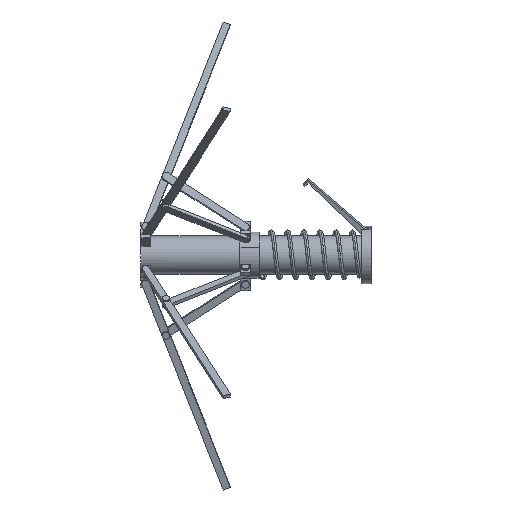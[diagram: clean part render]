
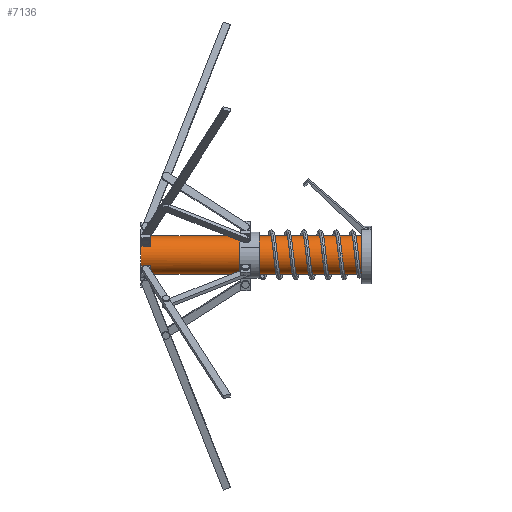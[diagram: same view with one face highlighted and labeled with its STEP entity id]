
A CAD part, left-side view. The second image highlights one B-rep face of the part: STEP entity #7136.
In plain terms, the highlighted cylindrical face has radius 10 mm (diameter 20 mm), a partial arc.
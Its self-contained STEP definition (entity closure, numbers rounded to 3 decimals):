
#129 = ORIENTED_EDGE ( 'NONE', *, *, #2274, .F. ) ;
#147 = AXIS2_PLACEMENT_3D ( 'NONE', #5284, #3935, #7538 ) ;
#179 = CARTESIAN_POINT ( 'NONE',  ( -7.786, 0., 6.275 ) ) ;
#217 = ORIENTED_EDGE ( 'NONE', *, *, #7242, .F. ) ;
#223 = LINE ( 'NONE', #7354, #4361 ) ;
#408 = CARTESIAN_POINT ( 'NONE',  ( 0., 0., 0. ) ) ;
#475 = ORIENTED_EDGE ( 'NONE', *, *, #8617, .F. ) ;
#479 = DIRECTION ( 'NONE',  ( 0., -1., 0. ) ) ;
#571 = EDGE_CURVE ( 'NONE', #4582, #3295, #1997, .T. ) ;
#579 = CARTESIAN_POINT ( 'NONE',  ( -8.88, -120., 4.598 ) ) ;
#585 = DIRECTION ( 'NONE',  ( 0., 1., 0. ) ) ;
#605 = VERTEX_POINT ( 'NONE', #8553 ) ;
#617 = EDGE_CURVE ( 'NONE', #1054, #3580, #3446, .T. ) ;
#711 = FACE_OUTER_BOUND ( 'NONE', #7646, .T. ) ;
#750 = CARTESIAN_POINT ( 'NONE',  ( -8.88, 0., 4.598 ) ) ;
#778 = AXIS2_PLACEMENT_3D ( 'NONE', #8843, #3867, #8808 ) ;
#785 = DIRECTION ( 'NONE',  ( 0., 1., 0. ) ) ;
#894 = VECTOR ( 'NONE', #479, 1000. ) ;
#951 = VERTEX_POINT ( 'NONE', #179 ) ;
#963 = CARTESIAN_POINT ( 'NONE',  ( 0., -115., 0. ) ) ;
#966 = LINE ( 'NONE', #8970, #7344 ) ;
#1023 = DIRECTION ( 'NONE',  ( 0., 0., -1. ) ) ;
#1054 = VERTEX_POINT ( 'NONE', #4651 ) ;
#1061 = CARTESIAN_POINT ( 'NONE',  ( -8.88, -5., 4.598 ) ) ;
#1147 = CIRCLE ( 'NONE', #3209, 10. ) ;
#1200 = LINE ( 'NONE', #8046, #3875 ) ;
#1260 = CARTESIAN_POINT ( 'NONE',  ( 0., 0., 10. ) ) ;
#1374 = ORIENTED_EDGE ( 'NONE', *, *, #8076, .F. ) ;
#1574 = ORIENTED_EDGE ( 'NONE', *, *, #4821, .F. ) ;
#1594 = LINE ( 'NONE', #579, #5821 ) ;
#1711 = CARTESIAN_POINT ( 'NONE',  ( -8.374, -5., -5.466 ) ) ;
#1730 = VERTEX_POINT ( 'NONE', #1061 ) ;
#1819 = CYLINDRICAL_SURFACE ( 'NONE', #2730, 10. ) ;
#1997 = CIRCLE ( 'NONE', #3829, 10. ) ;
#2134 = CARTESIAN_POINT ( 'NONE',  ( -7.117, -5., -7.025 ) ) ;
#2274 = EDGE_CURVE ( 'NONE', #605, #2343, #4874, .T. ) ;
#2282 = DIRECTION ( 'NONE',  ( 0., 1., 0. ) ) ;
#2343 = VERTEX_POINT ( 'NONE', #3214 ) ;
#2531 = DIRECTION ( 'NONE',  ( 0., -1., 0. ) ) ;
#2606 = ORIENTED_EDGE ( 'NONE', *, *, #7456, .F. ) ;
#2691 = LINE ( 'NONE', #7122, #4792 ) ;
#2730 = AXIS2_PLACEMENT_3D ( 'NONE', #4724, #5482, #4158 ) ;
#2921 = CARTESIAN_POINT ( 'NONE',  ( 0., -115., -10. ) ) ;
#3209 = AXIS2_PLACEMENT_3D ( 'NONE', #8378, #4217, #5579 ) ;
#3214 = CARTESIAN_POINT ( 'NONE',  ( -7.117, 0., -7.025 ) ) ;
#3236 = LINE ( 'NONE', #4027, #894 ) ;
#3295 = VERTEX_POINT ( 'NONE', #8508 ) ;
#3326 = ORIENTED_EDGE ( 'NONE', *, *, #9264, .F. ) ;
#3374 = VERTEX_POINT ( 'NONE', #6614 ) ;
#3446 = CIRCLE ( 'NONE', #5241, 10. ) ;
#3572 = AXIS2_PLACEMENT_3D ( 'NONE', #7050, #8481, #9207 ) ;
#3580 = VERTEX_POINT ( 'NONE', #750 ) ;
#3703 = DIRECTION ( 'NONE',  ( 0., 1., 0. ) ) ;
#3732 = ORIENTED_EDGE ( 'NONE', *, *, #8904, .T. ) ;
#3744 = CIRCLE ( 'NONE', #3572, 10. ) ;
#3745 = AXIS2_PLACEMENT_3D ( 'NONE', #963, #4533, #1023 ) ;
#3829 = AXIS2_PLACEMENT_3D ( 'NONE', #7804, #9214, #4896 ) ;
#3860 = DIRECTION ( 'NONE',  ( 0., 0., 1. ) ) ;
#3867 = DIRECTION ( 'NONE',  ( 0., -1., 0. ) ) ;
#3869 = CARTESIAN_POINT ( 'NONE',  ( -7.786, -5., 6.275 ) ) ;
#3875 = VECTOR ( 'NONE', #3703, 1000. ) ;
#3935 = DIRECTION ( 'NONE',  ( 0., 1., 0. ) ) ;
#4027 = CARTESIAN_POINT ( 'NONE',  ( -2.167, -115., 9.762 ) ) ;
#4125 = VERTEX_POINT ( 'NONE', #1260 ) ;
#4134 = VERTEX_POINT ( 'NONE', #5538 ) ;
#4148 = CIRCLE ( 'NONE', #778, 10. ) ;
#4158 = DIRECTION ( 'NONE',  ( 0., 0., 1. ) ) ;
#4217 = DIRECTION ( 'NONE',  ( 0., -1., 0. ) ) ;
#4361 = VECTOR ( 'NONE', #5865, 1000. ) ;
#4383 = EDGE_CURVE ( 'NONE', #3374, #4125, #1200, .T. ) ;
#4533 = DIRECTION ( 'NONE',  ( 0., -1., 0. ) ) ;
#4582 = VERTEX_POINT ( 'NONE', #6694 ) ;
#4651 = CARTESIAN_POINT ( 'NONE',  ( -8.374, 0., -5.466 ) ) ;
#4652 = DIRECTION ( 'NONE',  ( 0., 1., 0. ) ) ;
#4724 = CARTESIAN_POINT ( 'NONE',  ( 0., -120., 0. ) ) ;
#4792 = VECTOR ( 'NONE', #785, 1000. ) ;
#4821 = EDGE_CURVE ( 'NONE', #2343, #7396, #966, .T. ) ;
#4874 = CIRCLE ( 'NONE', #147, 10. ) ;
#4878 = DIRECTION ( 'NONE',  ( 0., -1., 0. ) ) ;
#4896 = DIRECTION ( 'NONE',  ( 0., 0., 1. ) ) ;
#4918 = VECTOR ( 'NONE', #2282, 1000. ) ;
#5007 = ORIENTED_EDGE ( 'NONE', *, *, #4383, .T. ) ;
#5061 = ORIENTED_EDGE ( 'NONE', *, *, #6645, .F. ) ;
#5241 = AXIS2_PLACEMENT_3D ( 'NONE', #408, #4652, #7469 ) ;
#5284 = CARTESIAN_POINT ( 'NONE',  ( 0., 0., 0. ) ) ;
#5302 = CARTESIAN_POINT ( 'NONE',  ( 0., -5., 0. ) ) ;
#5456 = LINE ( 'NONE', #8511, #7279 ) ;
#5482 = DIRECTION ( 'NONE',  ( 0., 1., 0. ) ) ;
#5538 = CARTESIAN_POINT ( 'NONE',  ( -4.965, -115., 8.68 ) ) ;
#5579 = DIRECTION ( 'NONE',  ( 0., 0., -1. ) ) ;
#5625 = EDGE_CURVE ( 'NONE', #951, #4125, #3744, .T. ) ;
#5728 = ORIENTED_EDGE ( 'NONE', *, *, #7648, .T. ) ;
#5821 = VECTOR ( 'NONE', #4878, 1000. ) ;
#5865 = DIRECTION ( 'NONE',  ( 0., -1., 0. ) ) ;
#5901 = VERTEX_POINT ( 'NONE', #3869 ) ;
#6401 = LINE ( 'NONE', #7225, #4918 ) ;
#6598 = VERTEX_POINT ( 'NONE', #1711 ) ;
#6614 = CARTESIAN_POINT ( 'NONE',  ( 0., -115., 10. ) ) ;
#6645 = EDGE_CURVE ( 'NONE', #4134, #8803, #6861, .T. ) ;
#6663 = DIRECTION ( 'NONE',  ( 0., -1., 0. ) ) ;
#6694 = CARTESIAN_POINT ( 'NONE',  ( -4.965, -120., 8.68 ) ) ;
#6861 = CIRCLE ( 'NONE', #3745, 10. ) ;
#6986 = AXIS2_PLACEMENT_3D ( 'NONE', #5302, #6663, #3860 ) ;
#7050 = CARTESIAN_POINT ( 'NONE',  ( 0., 0., 0. ) ) ;
#7122 = CARTESIAN_POINT ( 'NONE',  ( 0., -120., -10. ) ) ;
#7136 = ADVANCED_FACE ( 'NONE', ( #711 ), #1819, .T. ) ;
#7172 = CIRCLE ( 'NONE', #6986, 10. ) ;
#7178 = EDGE_CURVE ( 'NONE', #3374, #7821, #1147, .T. ) ;
#7225 = CARTESIAN_POINT ( 'NONE',  ( -7.786, -120., 6.275 ) ) ;
#7242 = EDGE_CURVE ( 'NONE', #3580, #1730, #1594, .T. ) ;
#7279 = VECTOR ( 'NONE', #585, 1000. ) ;
#7325 = ORIENTED_EDGE ( 'NONE', *, *, #8408, .T. ) ;
#7344 = VECTOR ( 'NONE', #2531, 1000. ) ;
#7354 = CARTESIAN_POINT ( 'NONE',  ( -4.965, -115., 8.68 ) ) ;
#7396 = VERTEX_POINT ( 'NONE', #2134 ) ;
#7456 = EDGE_CURVE ( 'NONE', #5901, #951, #6401, .T. ) ;
#7469 = DIRECTION ( 'NONE',  ( 0., 0., 1. ) ) ;
#7538 = DIRECTION ( 'NONE',  ( 0., 0., 1. ) ) ;
#7646 = EDGE_LOOP ( 'NONE', ( #1374, #5061, #3732, #8939, #3326, #8338, #5007, #8084, #2606, #5728, #217, #7730, #475, #7325, #1574, #129 ) ) ;
#7648 = EDGE_CURVE ( 'NONE', #5901, #1730, #4148, .T. ) ;
#7730 = ORIENTED_EDGE ( 'NONE', *, *, #617, .F. ) ;
#7804 = CARTESIAN_POINT ( 'NONE',  ( 0., -120., 0. ) ) ;
#7821 = VERTEX_POINT ( 'NONE', #8334 ) ;
#8046 = CARTESIAN_POINT ( 'NONE',  ( 0., -120., 10. ) ) ;
#8076 = EDGE_CURVE ( 'NONE', #8803, #605, #2691, .T. ) ;
#8084 = ORIENTED_EDGE ( 'NONE', *, *, #5625, .F. ) ;
#8334 = CARTESIAN_POINT ( 'NONE',  ( -2.167, -115., 9.762 ) ) ;
#8338 = ORIENTED_EDGE ( 'NONE', *, *, #7178, .F. ) ;
#8378 = CARTESIAN_POINT ( 'NONE',  ( 0., -115., 0. ) ) ;
#8408 = EDGE_CURVE ( 'NONE', #6598, #7396, #7172, .T. ) ;
#8481 = DIRECTION ( 'NONE',  ( 0., 1., 0. ) ) ;
#8508 = CARTESIAN_POINT ( 'NONE',  ( -2.167, -120., 9.762 ) ) ;
#8511 = CARTESIAN_POINT ( 'NONE',  ( -8.374, -120., -5.466 ) ) ;
#8553 = CARTESIAN_POINT ( 'NONE',  ( 0., 0., -10. ) ) ;
#8617 = EDGE_CURVE ( 'NONE', #6598, #1054, #5456, .T. ) ;
#8803 = VERTEX_POINT ( 'NONE', #2921 ) ;
#8808 = DIRECTION ( 'NONE',  ( 0., 0., 1. ) ) ;
#8843 = CARTESIAN_POINT ( 'NONE',  ( 0., -5., 0. ) ) ;
#8904 = EDGE_CURVE ( 'NONE', #4134, #4582, #223, .T. ) ;
#8939 = ORIENTED_EDGE ( 'NONE', *, *, #571, .T. ) ;
#8970 = CARTESIAN_POINT ( 'NONE',  ( -7.117, -120., -7.025 ) ) ;
#9207 = DIRECTION ( 'NONE',  ( 0., 0., 1. ) ) ;
#9214 = DIRECTION ( 'NONE',  ( 0., 1., 0. ) ) ;
#9264 = EDGE_CURVE ( 'NONE', #7821, #3295, #3236, .T. ) ;
